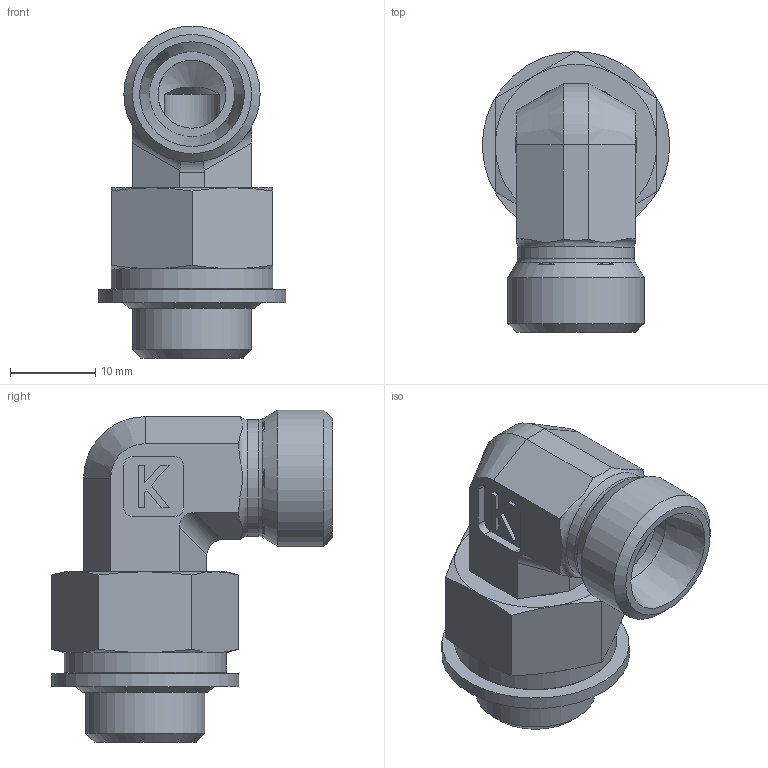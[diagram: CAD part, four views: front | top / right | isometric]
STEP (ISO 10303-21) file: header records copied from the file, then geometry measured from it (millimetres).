
FILE_DESCRIPTION((''),'2;1');
FILE_NAME('6715011416.stp','2015-02-06T14:02:58',(''),('KNOMI spol. s r. o.'),'Autodesk Inventor 2012','Autodesk Inventor 2012','');
FILE_SCHEMA(('AUTOMOTIVE_DESIGN { 1 2 10303 214 0 1 1 1 }'));
Length unit declared in the file: millimetre
Products named in the file (4): ÚPS M14/M16 GM500; 6785101416; 6755014; 7390014
Assembly tree (3 placements, depth 2):
  ÚPS M14/M16 GM500
    6785101416
    6755014
    7390014
Bounding box: 21.98 x 32.99 x 39 mm (x, y, z)
Volume: 8549 mm3; surface area: 6285.8 mm2
Topology: 3 solids, 3 shells, 120 faces, 273 edges, 170 vertices
Faces by surface type: plane 69, cone 27, cylinder 22, torus 2
Full cylindrical faces by diameter (mm): 6.5 x1, 8 x1, 10 x1, 11.38 x1, 12.376 x1, 13.7 x1, 13.999 x1, 14 x2, 14.7 x2, 16 x1, 19 x1, 22 x1
Entity records: 3421 total; most frequent: CARTESIAN_POINT 701, DIRECTION 534, ORIENTED_EDGE 478, EDGE_CURVE 239, AXIS2_PLACEMENT_3D 210, EDGE_LOOP 164, VERTEX_POINT 163, FACE_OUTER_BOUND 120
